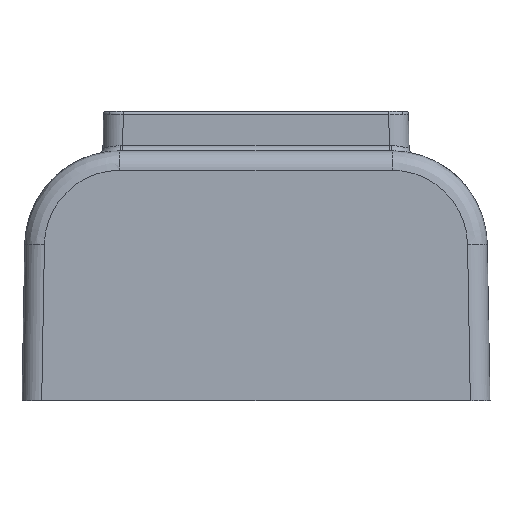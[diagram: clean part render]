
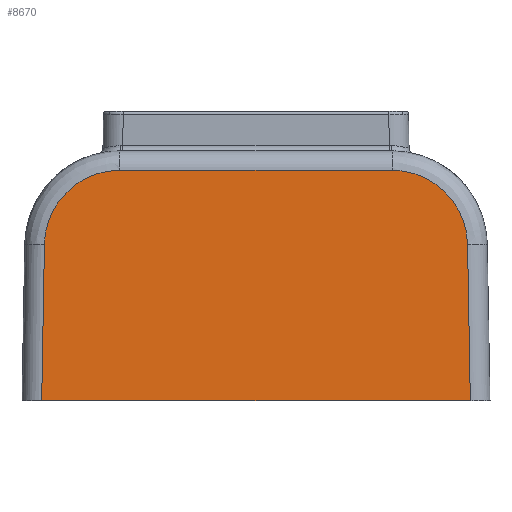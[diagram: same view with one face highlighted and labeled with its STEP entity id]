
A CAD part, left-side view. The second image highlights one B-rep face of the part: STEP entity #8670.
In plain terms, the highlighted planar face has unit normal (-1, 0, 0.018).
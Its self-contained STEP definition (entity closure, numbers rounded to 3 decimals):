
#145 = CARTESIAN_POINT ( 'NONE',  ( -20.026, -27.355, 16.052 ) ) ;
#315 = CARTESIAN_POINT ( 'NONE',  ( -20.223, 32.209, 4.753 ) ) ;
#361 = CARTESIAN_POINT ( 'NONE',  ( -20.026, 20.711, 16.052 ) ) ;
#473 = LINE ( 'NONE', #6090, #4303 ) ;
#492 = LINE ( 'NONE', #3758, #8495 ) ;
#576 = PLANE ( 'NONE',  #4102 ) ;
#730 = DIRECTION ( 'NONE',  ( 0., 1., 0. ) ) ;
#753 = CARTESIAN_POINT ( 'NONE',  ( -20.637, -32.624, -19. ) ) ;
#837 = LINE ( 'NONE', #4562, #6674 ) ;
#1079 = VERTEX_POINT ( 'NONE', #1621 ) ;
#1219 = EDGE_LOOP ( 'NONE', ( #9426, #9829, #7948, #1996, #2467, #7569 ) ) ;
#1263 = VERTEX_POINT ( 'NONE', #4684 ) ;
#1282 = CARTESIAN_POINT ( 'NONE',  ( -20.637, -35.623, -19. ) ) ;
#1621 = CARTESIAN_POINT ( 'NONE',  ( -20.026, -20.711, 16.052 ) ) ;
#1953 = VERTEX_POINT ( 'NONE', #2497 ) ;
#1996 = ORIENTED_EDGE ( 'NONE', *, *, #8966, .T. ) ;
#2467 = ORIENTED_EDGE ( 'NONE', *, *, #6341, .T. ) ;
#2497 = CARTESIAN_POINT ( 'NONE',  ( -20.637, 32.624, -19. ) ) ;
#2738 = CARTESIAN_POINT ( 'NONE',  ( -20.638, -32.625, -19.052 ) ) ;
#2838 = DIRECTION ( 'NONE',  ( 0.017, 0., 1. ) ) ;
#2995 = DIRECTION ( 'NONE',  ( -0.017, 0.017, -1. ) ) ;
#3252 = CARTESIAN_POINT ( 'NONE',  ( -20.026, -20.711, 16.052 ) ) ;
#3330 = CARTESIAN_POINT ( 'NONE',  ( -20.026, 20.711, 16.052 ) ) ;
#3351 = EDGE_CURVE ( 'NONE', #4618, #1079, #6376, .T. ) ;
#3421 = EDGE_CURVE ( 'NONE', #1263, #1953, #837, .T. ) ;
#3758 = CARTESIAN_POINT ( 'NONE',  ( -20.026, -35.623, 16.052 ) ) ;
#3956 = EDGE_CURVE ( 'NONE', #1953, #4569, #473, .T. ) ;
#4102 = AXIS2_PLACEMENT_3D ( 'NONE', #1282, #7475, #2838 ) ;
#4227 = CARTESIAN_POINT ( 'NONE',  ( -20.107, -32.093, 11.396 ) ) ;
#4303 = VECTOR ( 'NONE', #4852, 1000. ) ;
#4316 = DIRECTION ( 'NONE',  ( 0.017, 0.017, 1. ) ) ;
#4348 = FACE_OUTER_BOUND ( 'NONE', #1219, .T. ) ;
#4562 = CARTESIAN_POINT ( 'NONE',  ( -20.617, 32.603, -17.809 ) ) ;
#4569 = VERTEX_POINT ( 'NONE', #753 ) ;
#4618 = VERTEX_POINT ( 'NONE', #7671 ) ;
#4684 = CARTESIAN_POINT ( 'NONE',  ( -20.223, 32.209, 4.753 ) ) ;
#4852 = DIRECTION ( 'NONE',  ( 0., -1., 0. ) ) ;
#4892 = CARTESIAN_POINT ( 'NONE',  ( -20.107, 32.093, 11.396 ) ) ;
#5223 = VECTOR ( 'NONE', #4316, 1000. ) ;
#5280 = EDGE_CURVE ( 'NONE', #4569, #4618, #9454, .T. ) ;
#5941 = VERTEX_POINT ( 'NONE', #361 ) ;
#6090 = CARTESIAN_POINT ( 'NONE',  ( -20.637, -35.623, -19. ) ) ;
#6238 =( BOUNDED_CURVE ( )  B_SPLINE_CURVE ( 3, ( #3330, #7996, #4892, #315 ),
 .UNSPECIFIED., .F., .F. ) 
 B_SPLINE_CURVE_WITH_KNOTS ( ( 4, 4 ),
 ( 0., 1.553 ),
 .UNSPECIFIED. ) 
 CURVE ( )  GEOMETRIC_REPRESENTATION_ITEM ( )  RATIONAL_B_SPLINE_CURVE ( ( 1., 0.809, 0.809, 1. ) ) 
 REPRESENTATION_ITEM ( '' )  );
#6341 = EDGE_CURVE ( 'NONE', #5941, #1263, #6238, .T. ) ;
#6376 =( BOUNDED_CURVE ( )  B_SPLINE_CURVE ( 3, ( #7960, #4227, #145, #3252 ),
 .UNSPECIFIED., .F., .T. ) 
 B_SPLINE_CURVE_WITH_KNOTS ( ( 4, 4 ),
 ( 1.588, 3.142 ),
 .UNSPECIFIED. ) 
 CURVE ( )  GEOMETRIC_REPRESENTATION_ITEM ( )  RATIONAL_B_SPLINE_CURVE ( ( 1., 0.809, 0.809, 1. ) ) 
 REPRESENTATION_ITEM ( '' )  );
#6674 = VECTOR ( 'NONE', #2995, 1000. ) ;
#7475 = DIRECTION ( 'NONE',  ( -1., 0., 0.017 ) ) ;
#7569 = ORIENTED_EDGE ( 'NONE', *, *, #3421, .T. ) ;
#7671 = CARTESIAN_POINT ( 'NONE',  ( -20.223, -32.209, 4.753 ) ) ;
#7948 = ORIENTED_EDGE ( 'NONE', *, *, #3351, .T. ) ;
#7960 = CARTESIAN_POINT ( 'NONE',  ( -20.223, -32.209, 4.753 ) ) ;
#7996 = CARTESIAN_POINT ( 'NONE',  ( -20.026, 27.355, 16.052 ) ) ;
#8495 = VECTOR ( 'NONE', #730, 1000. ) ;
#8670 = ADVANCED_FACE ( 'NONE', ( #4348 ), #576, .T. ) ;
#8966 = EDGE_CURVE ( 'NONE', #1079, #5941, #492, .T. ) ;
#9426 = ORIENTED_EDGE ( 'NONE', *, *, #3956, .T. ) ;
#9454 = LINE ( 'NONE', #2738, #5223 ) ;
#9829 = ORIENTED_EDGE ( 'NONE', *, *, #5280, .T. ) ;
